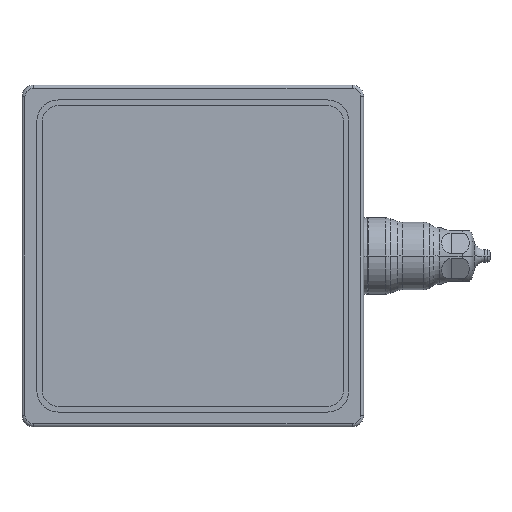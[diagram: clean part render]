
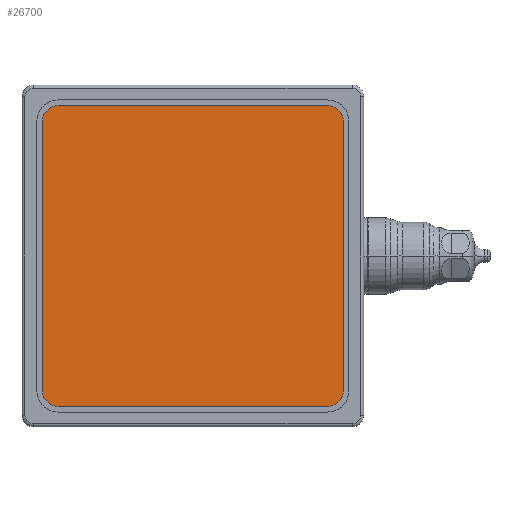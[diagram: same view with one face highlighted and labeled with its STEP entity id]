
A CAD part, front view. The second image highlights one B-rep face of the part: STEP entity #26700.
In plain terms, the highlighted planar face has unit normal (0, -1, 0).
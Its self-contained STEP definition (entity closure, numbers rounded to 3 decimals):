
#77 = CIRCLE ( 'NONE', #14237, 4.369 ) ;
#80 = EDGE_LOOP ( 'NONE', ( #13891, #25732, #30834, #15006, #13632, #6826, #29747, #6395 ) ) ;
#179 = CIRCLE ( 'NONE', #4296, 4.369 ) ;
#214 = DIRECTION ( 'NONE',  ( 0., 0., -1. ) ) ;
#1012 = VERTEX_POINT ( 'NONE', #25305 ) ;
#1228 = EDGE_CURVE ( 'NONE', #18022, #17462, #10003, .T. ) ;
#2448 = VERTEX_POINT ( 'NONE', #16931 ) ;
#2524 = EDGE_CURVE ( 'NONE', #19268, #2448, #77, .T. ) ;
#2626 = LINE ( 'NONE', #19696, #14473 ) ;
#3248 = CARTESIAN_POINT ( 'NONE',  ( 36.97, -23.876, -36.97 ) ) ;
#3410 = DIRECTION ( 'NONE',  ( 1., 0., 0. ) ) ;
#3706 = CARTESIAN_POINT ( 'NONE',  ( -41.339, -23.876, -41.339 ) ) ;
#3778 = CARTESIAN_POINT ( 'NONE',  ( -41.339, -23.876, -36.97 ) ) ;
#4094 = AXIS2_PLACEMENT_3D ( 'NONE', #28749, #24328, #14279 ) ;
#4296 = AXIS2_PLACEMENT_3D ( 'NONE', #3248, #29750, #3410 ) ;
#4848 = CARTESIAN_POINT ( 'NONE',  ( 41.339, -23.876, -36.97 ) ) ;
#6395 = ORIENTED_EDGE ( 'NONE', *, *, #1228, .T. ) ;
#6608 = LINE ( 'NONE', #11018, #17229 ) ;
#6826 = ORIENTED_EDGE ( 'NONE', *, *, #21789, .T. ) ;
#7495 = DIRECTION ( 'NONE',  ( 0., 0., 1. ) ) ;
#8259 = DIRECTION ( 'NONE',  ( 0., -1., 0. ) ) ;
#8833 = CARTESIAN_POINT ( 'NONE',  ( 36.97, -23.876, -41.339 ) ) ;
#10003 = CIRCLE ( 'NONE', #14048, 4.369 ) ;
#10385 = CARTESIAN_POINT ( 'NONE',  ( -36.97, -23.876, -41.339 ) ) ;
#11018 = CARTESIAN_POINT ( 'NONE',  ( -41.339, -23.876, 41.339 ) ) ;
#12231 = CARTESIAN_POINT ( 'NONE',  ( -36.97, -23.876, -36.97 ) ) ;
#12381 = CARTESIAN_POINT ( 'NONE',  ( 41.339, -23.876, 41.339 ) ) ;
#12526 = DIRECTION ( 'NONE',  ( 1., 0., 0. ) ) ;
#13632 = ORIENTED_EDGE ( 'NONE', *, *, #23096, .T. ) ;
#13891 = ORIENTED_EDGE ( 'NONE', *, *, #23573, .T. ) ;
#14048 = AXIS2_PLACEMENT_3D ( 'NONE', #12231, #14602, #12526 ) ;
#14237 = AXIS2_PLACEMENT_3D ( 'NONE', #29834, #8259, #22305 ) ;
#14279 = DIRECTION ( 'NONE',  ( 1., 0., 0. ) ) ;
#14473 = VECTOR ( 'NONE', #214, 1000. ) ;
#14602 = DIRECTION ( 'NONE',  ( 0., -1., 0. ) ) ;
#14894 = VERTEX_POINT ( 'NONE', #4848 ) ;
#15006 = ORIENTED_EDGE ( 'NONE', *, *, #2524, .T. ) ;
#16603 = VECTOR ( 'NONE', #27329, 1000. ) ;
#16931 = CARTESIAN_POINT ( 'NONE',  ( 36.97, -23.876, 41.339 ) ) ;
#17229 = VECTOR ( 'NONE', #24996, 1000. ) ;
#17462 = VERTEX_POINT ( 'NONE', #10385 ) ;
#18022 = VERTEX_POINT ( 'NONE', #3778 ) ;
#18849 = AXIS2_PLACEMENT_3D ( 'NONE', #30177, #27945, #30013 ) ;
#19268 = VERTEX_POINT ( 'NONE', #23621 ) ;
#19696 = CARTESIAN_POINT ( 'NONE',  ( -41.339, -23.876, 41.339 ) ) ;
#20573 = FACE_OUTER_BOUND ( 'NONE', #80, .T. ) ;
#21789 = EDGE_CURVE ( 'NONE', #21900, #1012, #25187, .T. ) ;
#21900 = VERTEX_POINT ( 'NONE', #26968 ) ;
#22305 = DIRECTION ( 'NONE',  ( 1., 0., 0. ) ) ;
#23096 = EDGE_CURVE ( 'NONE', #2448, #21900, #6608, .T. ) ;
#23573 = EDGE_CURVE ( 'NONE', #17462, #27031, #29705, .T. ) ;
#23621 = CARTESIAN_POINT ( 'NONE',  ( 41.339, -23.876, 36.97 ) ) ;
#24328 = DIRECTION ( 'NONE',  ( 0., -1., 0. ) ) ;
#24996 = DIRECTION ( 'NONE',  ( -1., 0., 0. ) ) ;
#25187 = CIRCLE ( 'NONE', #4094, 4.369 ) ;
#25266 = PLANE ( 'NONE',  #18849 ) ;
#25305 = CARTESIAN_POINT ( 'NONE',  ( -41.339, -23.876, 36.97 ) ) ;
#25732 = ORIENTED_EDGE ( 'NONE', *, *, #27214, .T. ) ;
#26700 = ADVANCED_FACE ( 'NONE', ( #20573 ), #25266, .T. ) ;
#26968 = CARTESIAN_POINT ( 'NONE',  ( -36.97, -23.876, 41.339 ) ) ;
#27031 = VERTEX_POINT ( 'NONE', #8833 ) ;
#27214 = EDGE_CURVE ( 'NONE', #27031, #14894, #179, .T. ) ;
#27329 = DIRECTION ( 'NONE',  ( 1., 0., 0. ) ) ;
#27945 = DIRECTION ( 'NONE',  ( 0., -1., 0. ) ) ;
#27978 = VECTOR ( 'NONE', #7495, 1000. ) ;
#28601 = EDGE_CURVE ( 'NONE', #14894, #19268, #28918, .T. ) ;
#28749 = CARTESIAN_POINT ( 'NONE',  ( -36.97, -23.876, 36.97 ) ) ;
#28918 = LINE ( 'NONE', #12381, #27978 ) ;
#29237 = EDGE_CURVE ( 'NONE', #1012, #18022, #2626, .T. ) ;
#29705 = LINE ( 'NONE', #3706, #16603 ) ;
#29747 = ORIENTED_EDGE ( 'NONE', *, *, #29237, .T. ) ;
#29750 = DIRECTION ( 'NONE',  ( 0., -1., 0. ) ) ;
#29834 = CARTESIAN_POINT ( 'NONE',  ( 36.97, -23.876, 36.97 ) ) ;
#30013 = DIRECTION ( 'NONE',  ( 1., 0., 0. ) ) ;
#30177 = CARTESIAN_POINT ( 'NONE',  ( 0., -23.876, 0. ) ) ;
#30834 = ORIENTED_EDGE ( 'NONE', *, *, #28601, .T. ) ;
